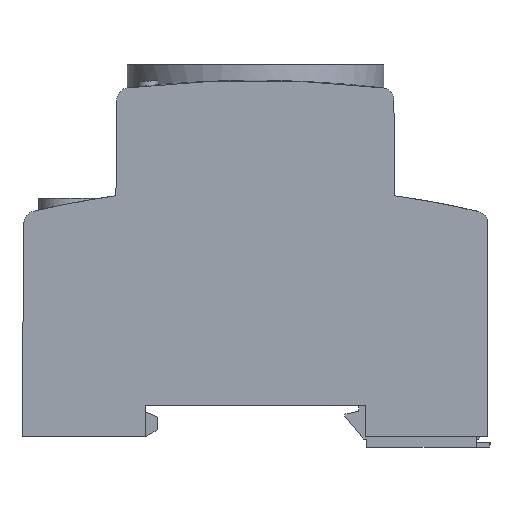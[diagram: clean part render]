
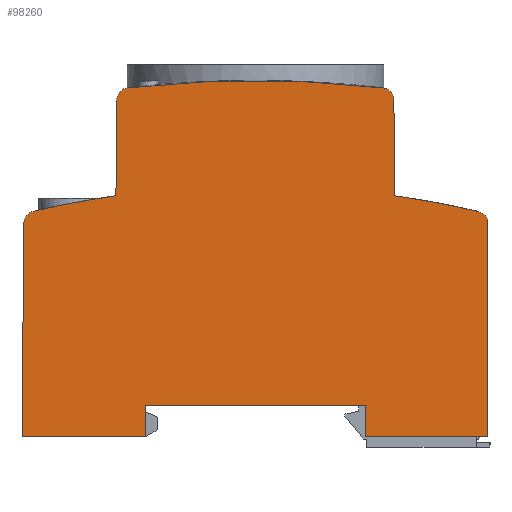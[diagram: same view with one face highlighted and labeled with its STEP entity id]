
A CAD part, left-side view. The second image highlights one B-rep face of the part: STEP entity #98260.
In plain terms, the highlighted face is planar.
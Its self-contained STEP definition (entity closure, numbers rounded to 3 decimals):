
#6440=CARTESIAN_POINT('',(106.975,16.056,-20.25));
#6450=VERTEX_POINT('',#6440);
#6500=CARTESIAN_POINT('',(45.021,16.056,-20.25));
#6510=DIRECTION('',(1.,0.,0.));
#6520=VECTOR('',#6510,1.);
#6530=LINE('',#6500,#6520);
#6540=CARTESIAN_POINT('',(87.091,16.056,-20.25));
#6550=VERTEX_POINT('',#6540);
#6560=EDGE_CURVE('',#6550,#6450,#6530,.T.);
#12980=CARTESIAN_POINT('',(46.858,54.948,-20.25));
#12990=VERTEX_POINT('',#12980);
#13020=CARTESIAN_POINT('',(46.861,55.264,-20.25));
#13030=DIRECTION('',(-0.009,-1.,
0.));
#13040=VECTOR('',#13030,1.);
#13050=LINE('',#13020,#13040);
#13060=CARTESIAN_POINT('',(46.992,70.373,-20.25));
#13070=VERTEX_POINT('',#13060);
#13080=EDGE_CURVE('',#13070,#12990,#13050,.T.);
#22030=CARTESIAN_POINT('',(45.021,21.056,-20.25));
#22040=DIRECTION('',(1.,0.,0.));
#22050=VECTOR('',#22040,1.);
#22060=LINE('',#22030,#22050);
#22070=CARTESIAN_POINT('',(51.591,21.056,-20.25));
#22080=VERTEX_POINT('',#22070);
#22090=CARTESIAN_POINT('',(87.091,21.056,-20.25));
#22100=VERTEX_POINT('',#22090);
#22110=EDGE_CURVE('',#22080,#22100,#22060,.T.);
#24650=CARTESIAN_POINT('',(87.091,55.264,-20.25));
#24660=DIRECTION('',(0.,-1.,0.));
#24670=VECTOR('',#24660,1.);
#24680=LINE('',#24650,#24670);
#24690=EDGE_CURVE('',#22100,#6550,#24680,.T.);
#31860=CARTESIAN_POINT('',(91.69,70.373,-20.25));
#31870=VERTEX_POINT('',#31860);
#32380=CARTESIAN_POINT('',(89.926,72.341,-20.25));
#32390=VERTEX_POINT('',#32380);
#32420=CARTESIAN_POINT('',(89.69,70.355,-20.25));
#32430=DIRECTION('',(0.,0.,1.));
#32440=DIRECTION('',(1.,0.,0.));
#32450=AXIS2_PLACEMENT_3D('',#32420,#32430,#32440);
#32460=CIRCLE('',#32450,2.);
#32470=EDGE_CURVE('',#31870,#32390,#32460,.T.);
#46150=CARTESIAN_POINT('',(31.841,50.463,
-20.25));
#46160=VERTEX_POINT('',#46150);
#46750=CARTESIAN_POINT('',(31.841,16.056,-20.25));
#46760=VERTEX_POINT('',#46750);
#46790=CARTESIAN_POINT('',(31.841,55.264,
-20.25));
#46800=DIRECTION('',(0.,1.,0.));
#46810=VECTOR('',#46800,1.);
#46820=LINE('',#46790,#46810);
#46830=EDGE_CURVE('',#46760,#46160,#46820,.T.);
#46930=CARTESIAN_POINT('',(33.841,50.463,
-20.25));
#46940=DIRECTION('',(0.,0.,-1.));
#46950=DIRECTION('',(-1.,0.,0.));
#46960=AXIS2_PLACEMENT_3D('',#46930,#46940,#46950);
#46970=CIRCLE('',#46960,2.);
#46980=CARTESIAN_POINT('',(33.386,52.411,
-20.25));
#46990=VERTEX_POINT('',#46980);
#47000=EDGE_CURVE('',#46160,#46990,#46970,.T.);
#48170=CARTESIAN_POINT('',(69.341,-101.444,-20.25));
#48180=DIRECTION('',(0.,0.,-1.));
#48190=DIRECTION('',(-1.,0.,0.));
#48200=AXIS2_PLACEMENT_3D('',#48170,#48180,#48190);
#48210=CIRCLE('',#48200,158.);
#48220=EDGE_CURVE('',#46990,#12990,#48210,.T.);
#59070=CARTESIAN_POINT('',(51.591,55.264,-20.25));
#59080=DIRECTION('',(0.,-1.,0.));
#59090=VECTOR('',#59080,1.);
#59100=LINE('',#59070,#59090);
#59110=CARTESIAN_POINT('',(51.591,16.056,-20.25));
#59120=VERTEX_POINT('',#59110);
#59130=EDGE_CURVE('',#22080,#59120,#59100,.T.);
#60900=CARTESIAN_POINT('',(45.021,16.056,-20.25));
#60910=DIRECTION('',(1.,0.,0.));
#60920=VECTOR('',#60910,1.);
#60930=LINE('',#60900,#60920);
#60940=EDGE_CURVE('',#46760,#59120,#60930,.T.);
#95660=CARTESIAN_POINT('',(48.757,72.341,-20.25));
#95670=VERTEX_POINT('',#95660);
#95700=CARTESIAN_POINT('',(69.341,-101.444,-20.25));
#95710=DIRECTION('',(0.,0.,-1.));
#95720=DIRECTION('',(-1.,0.,0.));
#95730=AXIS2_PLACEMENT_3D('',#95700,#95710,#95720);
#95740=CIRCLE('',#95730,175.);
#95750=EDGE_CURVE('',#95670,#32390,#95740,.T.);
#96140=CARTESIAN_POINT('',(48.992,70.355,-20.25));
#96150=DIRECTION('',(0.,0.,-1.));
#96160=DIRECTION('',(-1.,0.,0.));
#96170=AXIS2_PLACEMENT_3D('',#96140,#96150,#96160);
#96180=CIRCLE('',#96170,2.);
#96190=EDGE_CURVE('',#13070,#95670,#96180,.T.);
#97750=CARTESIAN_POINT('',(69.341,23.506,-20.25));
#97760=DIRECTION('',(0.,0.,-1.));
#97770=DIRECTION('',(-1.,0.,0.));
#97780=AXIS2_PLACEMENT_3D('',#97750,#97760,#97770);
#97790=PLANE('',#97780);
#97800=ORIENTED_EDGE('',*,*,#32470,.F.);
#97810=ORIENTED_EDGE('',*,*,#95750,.T.);
#97820=ORIENTED_EDGE('',*,*,#96190,.T.);
#97830=ORIENTED_EDGE('',*,*,#13080,.F.);
#97840=ORIENTED_EDGE('',*,*,#48220,.T.);
#97850=ORIENTED_EDGE('',*,*,#47000,.T.);
#97860=ORIENTED_EDGE('',*,*,#46830,.T.);
#97870=ORIENTED_EDGE('',*,*,#60940,.F.);
#97880=ORIENTED_EDGE('',*,*,#59130,.T.);
#97890=ORIENTED_EDGE('',*,*,#22110,.F.);
#97900=ORIENTED_EDGE('',*,*,#24690,.F.);
#97910=ORIENTED_EDGE('',*,*,#6560,.F.);
#97920=CARTESIAN_POINT('',(106.633,55.264,-20.25));
#97930=DIRECTION('',(0.009,-1.,
0.));
#97940=VECTOR('',#97930,1.);
#97950=LINE('',#97920,#97940);
#97960=CARTESIAN_POINT('',(106.674,50.52,-20.25));
#97970=VERTEX_POINT('',#97960);
#97980=EDGE_CURVE('',#97970,#6450,#97950,.T.);
#97990=ORIENTED_EDGE('',*,*,#97980,.T.);
#98000=CARTESIAN_POINT('',(104.674,50.502,-20.25));
#98010=DIRECTION('',(0.,0.,-1.));
#98020=DIRECTION('',(-1.,0.,0.));
#98030=AXIS2_PLACEMENT_3D('',#98000,#98010,#98020);
#98040=CIRCLE('',#98030,2.);
#98050=CARTESIAN_POINT('',(105.127,52.45,-20.25));
#98060=VERTEX_POINT('',#98050);
#98070=EDGE_CURVE('',#98060,#97970,#98040,.T.);
#98080=ORIENTED_EDGE('',*,*,#98070,.T.);
#98090=CARTESIAN_POINT('',(69.341,-101.444,-20.25));
#98100=DIRECTION('',(0.,0.,-1.));
#98110=DIRECTION('',(-1.,0.,0.));
#98120=AXIS2_PLACEMENT_3D('',#98090,#98100,#98110);
#98130=CIRCLE('',#98120,158.);
#98140=CARTESIAN_POINT('',(91.825,54.948,-20.25));
#98150=VERTEX_POINT('',#98140);
#98160=EDGE_CURVE('',#98150,#98060,#98130,.T.);
#98170=ORIENTED_EDGE('',*,*,#98160,.T.);
#98180=CARTESIAN_POINT('',(91.822,55.264,-20.25));
#98190=DIRECTION('',(-0.009,1.,
0.));
#98200=VECTOR('',#98190,1.);
#98210=LINE('',#98180,#98200);
#98220=EDGE_CURVE('',#98150,#31870,#98210,.T.);
#98230=ORIENTED_EDGE('',*,*,#98220,.F.);
#98240=EDGE_LOOP('',(#98230,#98170,#98080,#97990,#97910,#97900,#97890,
#97880,#97870,#97860,#97850,#97840,#97830,#97820,#97810,#97800));
#98250=FACE_OUTER_BOUND('',#98240,.T.);
#98260=ADVANCED_FACE('',(#98250),#97790,.T.);
